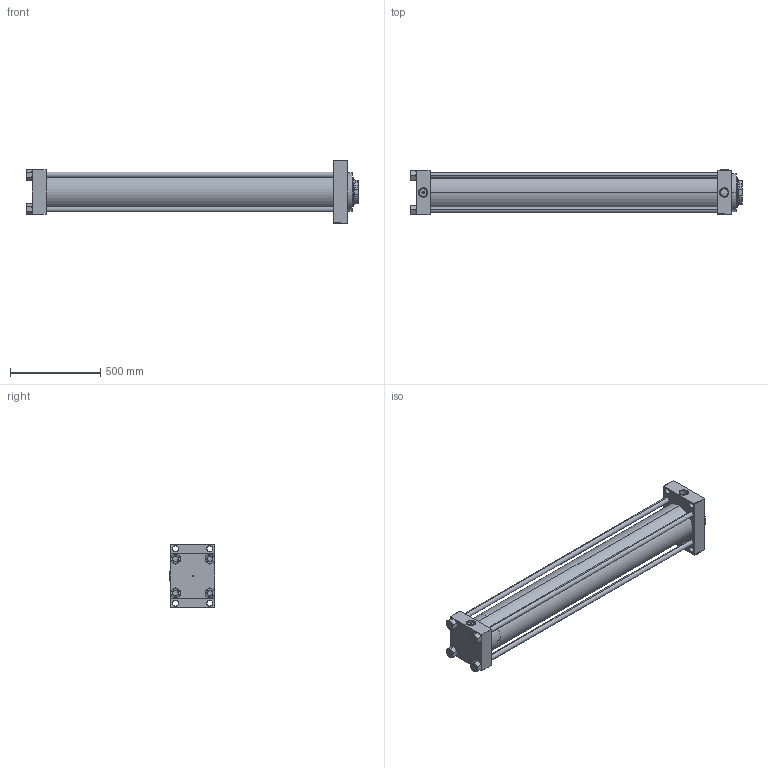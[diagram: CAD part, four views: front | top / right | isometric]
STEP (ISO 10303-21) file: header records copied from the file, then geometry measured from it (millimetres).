
FILE_DESCRIPTION (( 'STEP AP203' ), '1' );
FILE_NAME ('92aa.STEP', '2023-03-12T15:35:14', ( '' ), ( '' ), 'SwSTEP 2.0', 'SolidWorks 2019', '' );
FILE_SCHEMA (( 'CONFIG_CONTROL_DESIGN' ));
Length unit declared in the file: millimetre
Products named in the file (7): V215CD_NUT_M5_D 9359ea758909074d616237d6ea3756fd; V215CD_D_TYCINKA 9359ea758909074d616237d6ea3756fd; V215CD_VCP_D 9359ea758909074d616237d6ea3756fd; 92aa; V215CD_D_Body 9359ea758909074d616237d6ea3756fd; V215CD_VC_A 9359ea758909074d616237d6ea3756fd; Zatka_pro_OIL_PORT 9359ea758909074d616237d6ea3756fd
Assembly tree (12 placements, depth 2):
  92aa
    V215CD_D_Body 9359ea758909074d616237d6ea3756fd
    V215CD_VC_A 9359ea758909074d616237d6ea3756fd
    V215CD_VCP_D 9359ea758909074d616237d6ea3756fd
    V215CD_D_TYCINKA 9359ea758909074d616237d6ea3756fd  x4
    V215CD_NUT_M5_D 9359ea758909074d616237d6ea3756fd  x4
    Zatka_pro_OIL_PORT 9359ea758909074d616237d6ea3756fd
Bounding box: 1836 x 252 x 347 mm (x, y, z)
Volume: 44713284.9 mm3; surface area: 4236136.4 mm2
Topology: 12 solids, 12 shells, 1195 faces, 3010 edges, 1953 vertices
Faces by surface type: plane 567, bspline 368, cone 162, cylinder 90, torus 8
Entity records: 49399 total; most frequent: CARTESIAN_POINT 25828, ORIENTED_EDGE 5284, DIRECTION 3452, EDGE_CURVE 2642, VERTEX_POINT 1731, VECTOR 1550, LINE 1550, EDGE_LOOP 1175
